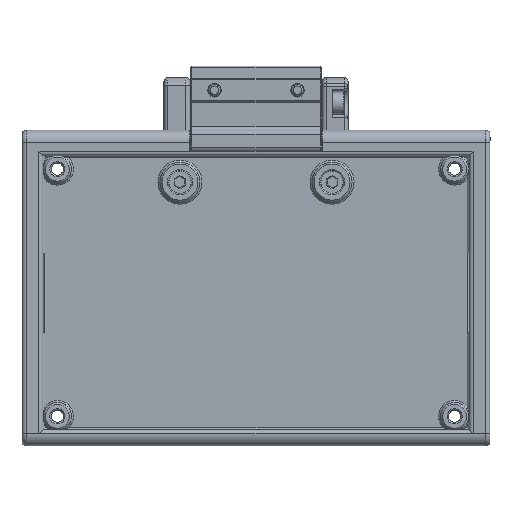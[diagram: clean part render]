
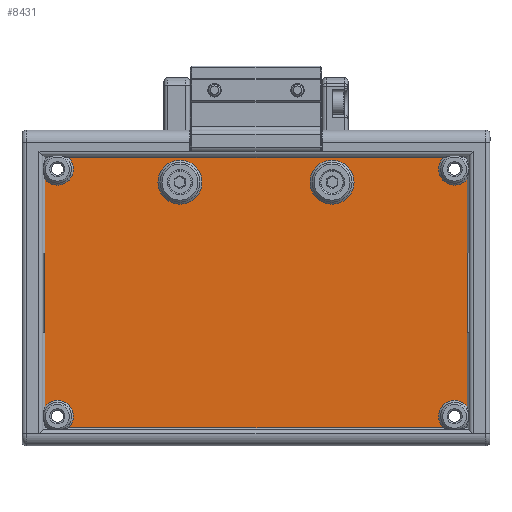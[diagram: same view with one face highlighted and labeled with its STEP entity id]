
A CAD part, front view. The second image highlights one B-rep face of the part: STEP entity #8431.
In plain terms, the highlighted planar face has unit normal (0, -1, -0.001).
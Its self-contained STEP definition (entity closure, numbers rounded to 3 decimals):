
#298=FACE_BOUND('',#1417,.T.);
#299=FACE_BOUND('',#1418,.T.);
#677=PLANE('',#9093);
#880=FACE_OUTER_BOUND('',#1416,.T.);
#1416=EDGE_LOOP('',(#5777,#5778,#5779,#5780,#5781,#5782,#5783,#5784,#5785,
#5786,#5787,#5788));
#1417=EDGE_LOOP('',(#5789));
#1418=EDGE_LOOP('',(#5790));
#2019=LINE('',#12773,#2631);
#2031=LINE('',#12804,#2643);
#2033=LINE('',#12816,#2645);
#2037=LINE('',#12826,#2649);
#2038=LINE('',#12830,#2650);
#2039=LINE('',#12831,#2651);
#2040=LINE('',#12835,#2652);
#2041=LINE('',#12837,#2653);
#2631=VECTOR('',#10149,10.);
#2643=VECTOR('',#10171,10.);
#2645=VECTOR('',#10175,10.);
#2649=VECTOR('',#10183,10.);
#2650=VECTOR('',#10186,10.);
#2651=VECTOR('',#10187,10.);
#2652=VECTOR('',#10190,10.);
#2653=VECTOR('',#10193,10.);
#3218=CIRCLE('',#9094,4.);
#3219=CIRCLE('',#9095,4.);
#3220=CIRCLE('',#9096,4.);
#3221=CIRCLE('',#9097,4.);
#3222=CIRCLE('',#9098,5.5);
#3223=CIRCLE('',#9099,5.5);
#3592=VERTEX_POINT('',#12687);
#3610=VERTEX_POINT('',#12734);
#3622=VERTEX_POINT('',#12768);
#3632=VERTEX_POINT('',#12801);
#3633=VERTEX_POINT('',#12803);
#3635=VERTEX_POINT('',#12811);
#3639=VERTEX_POINT('',#12823);
#3640=VERTEX_POINT('',#12825);
#3641=VERTEX_POINT('',#12827);
#3642=VERTEX_POINT('',#12829);
#3643=VERTEX_POINT('',#12832);
#3644=VERTEX_POINT('',#12834);
#3645=VERTEX_POINT('',#12838);
#3646=VERTEX_POINT('',#12840);
#4425=EDGE_CURVE('',#3622,#3592,#2019,.T.);
#4439=EDGE_CURVE('',#3632,#3633,#2031,.T.);
#4443=EDGE_CURVE('',#3635,#3610,#2033,.T.);
#4447=EDGE_CURVE('',#3639,#3622,#3218,.T.);
#4448=EDGE_CURVE('',#3640,#3639,#2037,.T.);
#4449=EDGE_CURVE('',#3641,#3640,#3219,.T.);
#4450=EDGE_CURVE('',#3642,#3641,#2038,.T.);
#4451=EDGE_CURVE('',#3610,#3642,#2039,.T.);
#4452=EDGE_CURVE('',#3643,#3635,#3220,.T.);
#4453=EDGE_CURVE('',#3644,#3643,#2040,.T.);
#4454=EDGE_CURVE('',#3633,#3644,#3221,.T.);
#4455=EDGE_CURVE('',#3592,#3632,#2041,.T.);
#4456=EDGE_CURVE('',#3645,#3645,#3222,.T.);
#4457=EDGE_CURVE('',#3646,#3646,#3223,.T.);
#5777=ORIENTED_EDGE('',*,*,#4425,.F.);
#5778=ORIENTED_EDGE('',*,*,#4447,.F.);
#5779=ORIENTED_EDGE('',*,*,#4448,.F.);
#5780=ORIENTED_EDGE('',*,*,#4449,.F.);
#5781=ORIENTED_EDGE('',*,*,#4450,.F.);
#5782=ORIENTED_EDGE('',*,*,#4451,.F.);
#5783=ORIENTED_EDGE('',*,*,#4443,.F.);
#5784=ORIENTED_EDGE('',*,*,#4452,.F.);
#5785=ORIENTED_EDGE('',*,*,#4453,.F.);
#5786=ORIENTED_EDGE('',*,*,#4454,.F.);
#5787=ORIENTED_EDGE('',*,*,#4439,.F.);
#5788=ORIENTED_EDGE('',*,*,#4455,.F.);
#5789=ORIENTED_EDGE('',*,*,#4456,.F.);
#5790=ORIENTED_EDGE('',*,*,#4457,.F.);
#8431=ADVANCED_FACE('',(#880,#298,#299),#677,.T.);
#9093=AXIS2_PLACEMENT_3D('',#12822,#10179,#10180);
#9094=AXIS2_PLACEMENT_3D('',#12824,#10181,#10182);
#9095=AXIS2_PLACEMENT_3D('',#12828,#10184,#10185);
#9096=AXIS2_PLACEMENT_3D('',#12833,#10188,#10189);
#9097=AXIS2_PLACEMENT_3D('',#12836,#10191,#10192);
#9098=AXIS2_PLACEMENT_3D('',#12839,#10194,#10195);
#9099=AXIS2_PLACEMENT_3D('',#12841,#10196,#10197);
#10149=DIRECTION('',(0.,0.,-1.));
#10171=DIRECTION('',(0.,0.,-1.));
#10175=DIRECTION('',(0.,0.,1.));
#10179=DIRECTION('center_axis',(0.,-1.,0.));
#10180=DIRECTION('ref_axis',(1.,0.,0.));
#10181=DIRECTION('center_axis',(0.,-1.,0.));
#10182=DIRECTION('ref_axis',(1.,0.,0.));
#10183=DIRECTION('',(1.,0.,0.));
#10184=DIRECTION('center_axis',(0.,-1.,0.));
#10185=DIRECTION('ref_axis',(1.,0.,0.));
#10186=DIRECTION('',(0.,0.,1.));
#10187=DIRECTION('',(0.,0.,1.));
#10188=DIRECTION('center_axis',(0.,-1.,0.));
#10189=DIRECTION('ref_axis',(1.,0.,0.));
#10190=DIRECTION('',(-1.,0.,0.));
#10191=DIRECTION('center_axis',(0.,-1.,0.));
#10192=DIRECTION('ref_axis',(1.,0.,0.));
#10193=DIRECTION('',(0.,0.,-1.));
#10194=DIRECTION('center_axis',(0.,-1.,0.));
#10195=DIRECTION('ref_axis',(1.,0.,0.));
#10196=DIRECTION('center_axis',(0.,-1.,0.));
#10197=DIRECTION('ref_axis',(1.,0.,0.));
#12687=CARTESIAN_POINT('',(104.625,-29.048,92.199));
#12734=CARTESIAN_POINT('',(-0.875,-29.048,72.199));
#12768=CARTESIAN_POINT('',(104.625,-29.048,110.571));
#12773=CARTESIAN_POINT('',(104.625,-29.048,99.324));
#12801=CARTESIAN_POINT('',(104.625,-29.048,72.199));
#12803=CARTESIAN_POINT('',(104.625,-29.048,53.826));
#12804=CARTESIAN_POINT('',(104.625,-29.048,99.324));
#12811=CARTESIAN_POINT('',(-0.875,-29.048,53.826));
#12816=CARTESIAN_POINT('',(-0.875,-29.048,68.524));
#12822=CARTESIAN_POINT('Origin',(51.875,-29.048,82.199));
#12823=CARTESIAN_POINT('',(98.718,-29.048,115.949));
#12824=CARTESIAN_POINT('Origin',(101.525,-29.048,113.099));
#12825=CARTESIAN_POINT('',(5.032,-29.048,115.949));
#12826=CARTESIAN_POINT('',(25.25,-29.048,115.949));
#12827=CARTESIAN_POINT('',(-0.875,-29.048,110.571));
#12828=CARTESIAN_POINT('Origin',(2.225,-29.048,113.099));
#12829=CARTESIAN_POINT('',(-0.875,-29.048,92.199));
#12830=CARTESIAN_POINT('',(-0.875,-29.048,68.524));
#12831=CARTESIAN_POINT('',(-0.875,-29.048,87.199));
#12832=CARTESIAN_POINT('',(5.032,-29.048,48.449));
#12833=CARTESIAN_POINT('Origin',(2.225,-29.048,51.299));
#12834=CARTESIAN_POINT('',(98.718,-29.048,48.449));
#12835=CARTESIAN_POINT('',(25.25,-29.048,48.449));
#12836=CARTESIAN_POINT('Origin',(101.525,-29.048,51.299));
#12837=CARTESIAN_POINT('',(104.625,-29.048,77.199));
#12838=CARTESIAN_POINT('',(27.375,-29.048,109.849));
#12839=CARTESIAN_POINT('Origin',(32.875,-29.048,109.849));
#12840=CARTESIAN_POINT('',(65.375,-29.048,109.849));
#12841=CARTESIAN_POINT('Origin',(70.875,-29.048,109.849));
